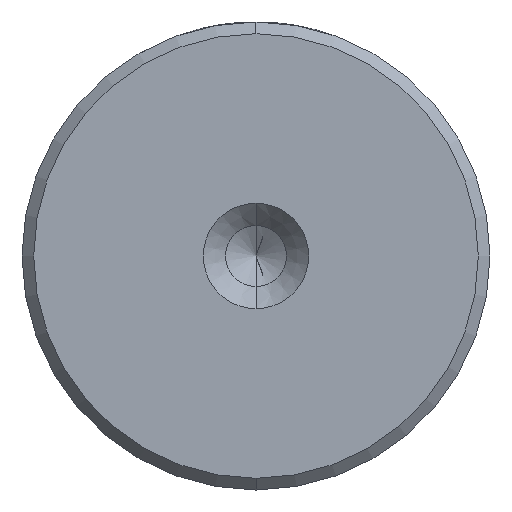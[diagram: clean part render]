
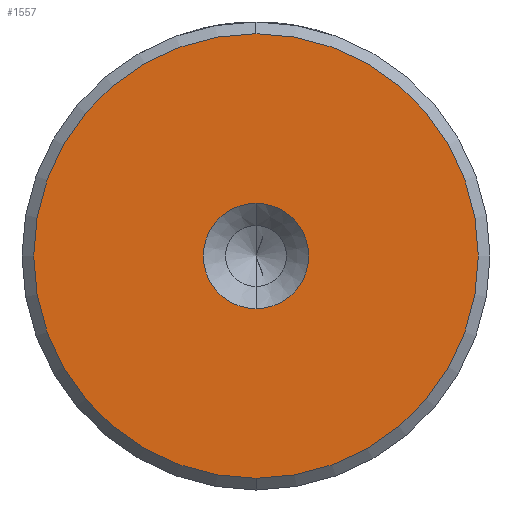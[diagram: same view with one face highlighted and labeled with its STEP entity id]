
A CAD part, left-side view. The second image highlights one B-rep face of the part: STEP entity #1557.
In plain terms, the highlighted planar face has unit normal (-1, 0, 0).
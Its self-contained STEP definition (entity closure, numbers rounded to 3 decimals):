
#52 = CIRCLE ( 'NONE', #2213, 9.5 ) ;
#229 = EDGE_CURVE ( 'NONE', #649, #834, #52, .T. ) ;
#340 = EDGE_LOOP ( 'NONE', ( #1521, #2579 ) ) ;
#401 = AXIS2_PLACEMENT_3D ( 'NONE', #1216, #2775, #1443 ) ;
#540 = CARTESIAN_POINT ( 'NONE',  ( 0., 0., 0. ) ) ;
#594 = VERTEX_POINT ( 'NONE', #2497 ) ;
#595 = CIRCLE ( 'NONE', #401, 9.5 ) ;
#624 = CARTESIAN_POINT ( 'NONE',  ( 0., 0., 0. ) ) ;
#649 = VERTEX_POINT ( 'NONE', #2313 ) ;
#682 = EDGE_CURVE ( 'NONE', #1200, #594, #2002, .T. ) ;
#728 = CIRCLE ( 'NONE', #1870, 2.25 ) ;
#774 = DIRECTION ( 'NONE',  ( 0., 0., 1. ) ) ;
#834 = VERTEX_POINT ( 'NONE', #978 ) ;
#867 = DIRECTION ( 'NONE',  ( 0., 0., 1. ) ) ;
#875 = DIRECTION ( 'NONE',  ( -1., 0., 0. ) ) ;
#978 = CARTESIAN_POINT ( 'NONE',  ( 0., 0., -9.5 ) ) ;
#985 = DIRECTION ( 'NONE',  ( -1., 0., 0. ) ) ;
#993 = AXIS2_PLACEMENT_3D ( 'NONE', #2235, #875, #2453 ) ;
#1200 = VERTEX_POINT ( 'NONE', #1223 ) ;
#1216 = CARTESIAN_POINT ( 'NONE',  ( 0., 0., 0. ) ) ;
#1223 = CARTESIAN_POINT ( 'NONE',  ( 0., 0., 2.25 ) ) ;
#1443 = DIRECTION ( 'NONE',  ( 0., 0., 1. ) ) ;
#1521 = ORIENTED_EDGE ( 'NONE', *, *, #682, .F. ) ;
#1557 = ADVANCED_FACE ( 'NONE', ( #2346, #2935 ), #2228, .T. ) ;
#1811 = EDGE_LOOP ( 'NONE', ( #2481, #2219 ) ) ;
#1870 = AXIS2_PLACEMENT_3D ( 'NONE', #624, #2229, #867 ) ;
#2002 = CIRCLE ( 'NONE', #2137, 2.25 ) ;
#2137 = AXIS2_PLACEMENT_3D ( 'NONE', #2332, #985, #2564 ) ;
#2146 = DIRECTION ( 'NONE',  ( -1., 0., 0. ) ) ;
#2213 = AXIS2_PLACEMENT_3D ( 'NONE', #540, #2146, #774 ) ;
#2219 = ORIENTED_EDGE ( 'NONE', *, *, #229, .T. ) ;
#2228 = PLANE ( 'NONE',  #993 ) ;
#2229 = DIRECTION ( 'NONE',  ( -1., 0., 0. ) ) ;
#2235 = CARTESIAN_POINT ( 'NONE',  ( 0., 0., 0. ) ) ;
#2313 = CARTESIAN_POINT ( 'NONE',  ( 0., 0., 9.5 ) ) ;
#2332 = CARTESIAN_POINT ( 'NONE',  ( 0., 0., 0. ) ) ;
#2346 = FACE_OUTER_BOUND ( 'NONE', #1811, .T. ) ;
#2453 = DIRECTION ( 'NONE',  ( 0., 0., 1. ) ) ;
#2481 = ORIENTED_EDGE ( 'NONE', *, *, #2678, .T. ) ;
#2497 = CARTESIAN_POINT ( 'NONE',  ( 0., 0., -2.25 ) ) ;
#2564 = DIRECTION ( 'NONE',  ( 0., 0., 1. ) ) ;
#2579 = ORIENTED_EDGE ( 'NONE', *, *, #2921, .F. ) ;
#2678 = EDGE_CURVE ( 'NONE', #834, #649, #595, .T. ) ;
#2775 = DIRECTION ( 'NONE',  ( -1., 0., 0. ) ) ;
#2921 = EDGE_CURVE ( 'NONE', #594, #1200, #728, .T. ) ;
#2935 = FACE_BOUND ( 'NONE', #340, .T. ) ;
